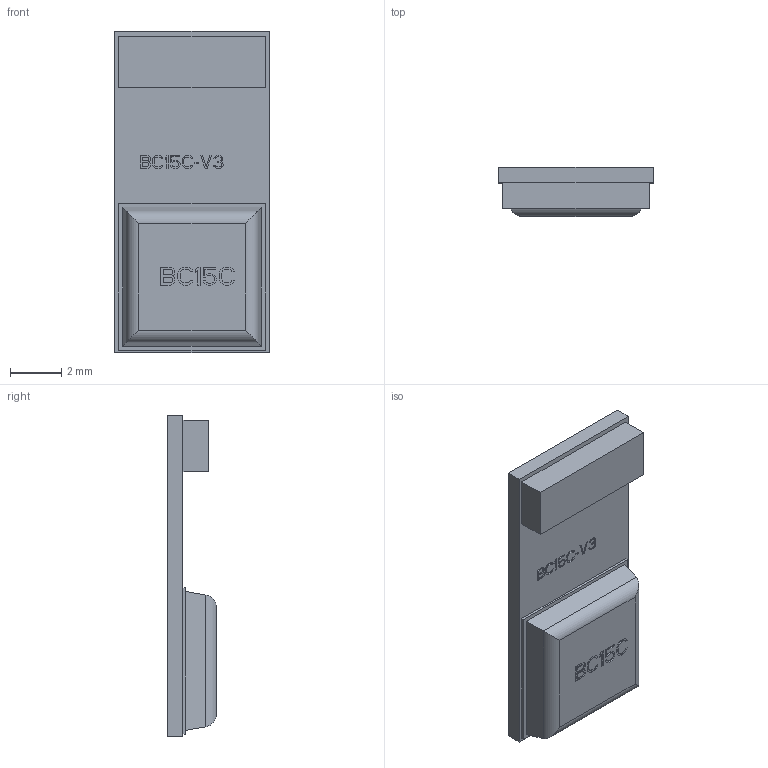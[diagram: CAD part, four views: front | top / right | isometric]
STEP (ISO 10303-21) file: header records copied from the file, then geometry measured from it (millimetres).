
FILE_DESCRIPTION((''),'2;1');
FILE_NAME('BC15C-V3_ASM','2024-09-19T15:53:25',('Administrator'),(''),'CREO PARAMETRIC BY PTC INC, 2021404','CREO PARAMETRIC BY PTC INC, 2021404','');
FILE_SCHEMA(('CONFIG_CONTROL_DESIGN','SHAPE_APPEARANCE_LAYERS_GROUPS'));
Length unit declared in the file: millimetre
Products named in the file (3): BC15; BC15C-V3; BC15C-V3_ASM
Assembly tree (2 placements, depth 2):
  BC15C-V3_ASM
    BC15
    BC15C-V3
Bounding box: 6 x 1.9 x 12.5 mm (x, y, z)
Volume: 91.3 mm3; surface area: 273.9 mm2
Topology: 2 solids, 2 shells, 443 faces, 1256 edges, 836 vertices
Faces by surface type: plane 439, cylinder 4
Entity records: 14349 total; most frequent: CARTESIAN_POINT 2588, ORIENTED_EDGE 2512, DIRECTION 2148, EDGE_CURVE 1256, VECTOR 1252, LINE 1252, VERTEX_POINT 836, EDGE_LOOP 462
